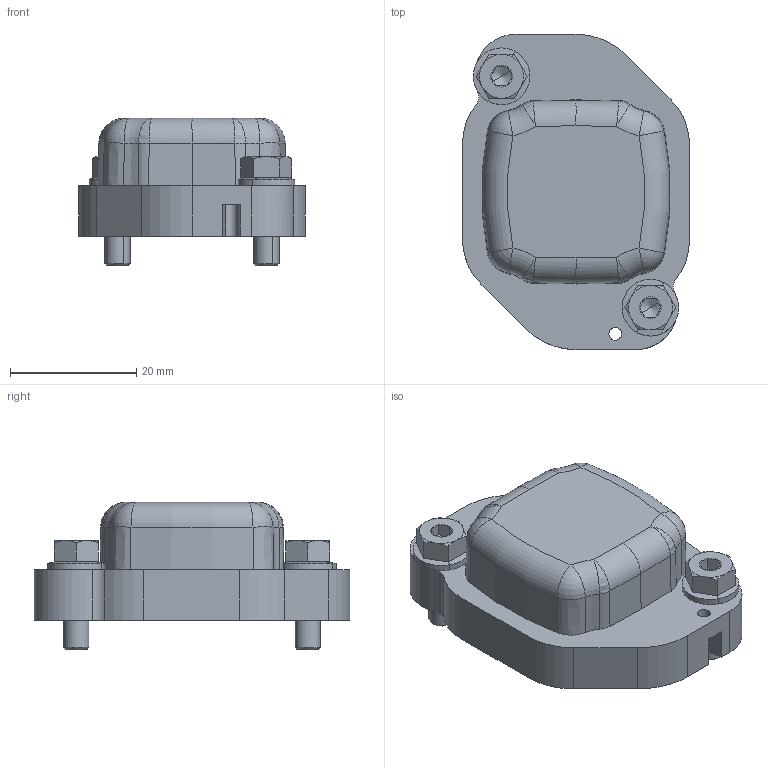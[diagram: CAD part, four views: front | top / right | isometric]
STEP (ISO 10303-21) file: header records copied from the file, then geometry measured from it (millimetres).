
FILE_DESCRIPTION(('CATIA V5 STEP','CAx-IF Rec.Pracs.--- Model Styling and Organization---1.2---2011-12-15'),'2;1');
FILE_NAME ('13320015_2', '2018-07-19T11:22:33+00:00', ('none'), ('Weidmueller'), 'CATIA Version 5-6 Release 2014 SP4 HF52', 'CATIA V5 STEP AP214', 'none');
FILE_SCHEMA(('AUTOMOTIVE_DESIGN { 1 0 10303 214 1 1 1 1 }'));
Length unit declared in the file: millimetre
Products named in the file (1): 1083110000
Bounding box: 36 x 50 x 23.39 mm (x, y, z)
Volume: 11994.3 mm3; surface area: 7811.3 mm2
Topology: 3 solids, 3 shells, 224 faces, 541 edges, 318 vertices
Faces by surface type: plane 74, cone 58, cylinder 42, sphere 20, torus 18, bspline 12
Entity records: 6928 total; most frequent: CARTESIAN_POINT 2197, ORIENTED_EDGE 1058, DIRECTION 709, EDGE_CURVE 529, AXIS2_PLACEMENT_3D 343, VERTEX_POINT 318, EDGE_LOOP 239, ADVANCED_FACE 224
